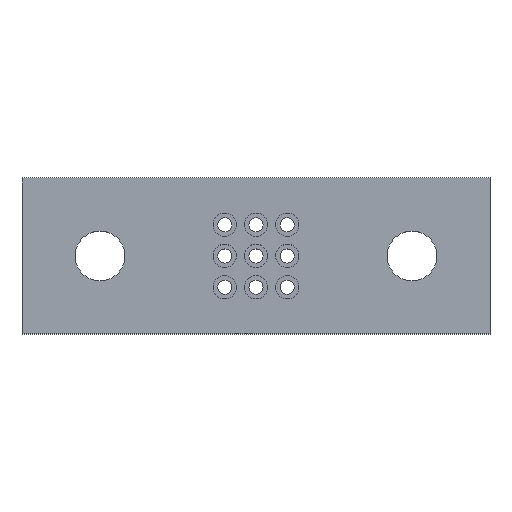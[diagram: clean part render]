
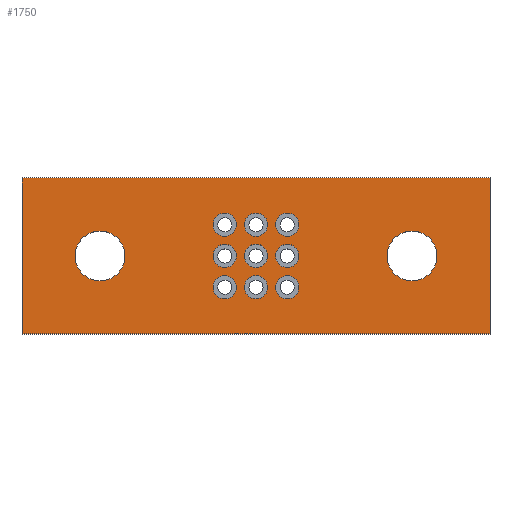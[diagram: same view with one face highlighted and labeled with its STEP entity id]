
A CAD part, top view. The second image highlights one B-rep face of the part: STEP entity #1750.
In plain terms, the highlighted planar face has unit normal (0, 0, 1).
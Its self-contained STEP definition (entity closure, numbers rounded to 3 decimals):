
#130=CARTESIAN_POINT('',(192.738,204.374,20.0));
#131=VERTEX_POINT('',#130);
#140=CARTESIAN_POINT('',(224.738,204.374,20.0));
#141=VERTEX_POINT('',#140);
#142=CARTESIAN_POINT('',(208.738,204.374,20.0));
#143=DIRECTION('',(0.0,0.0,-1.0));
#144=DIRECTION('',(-1.0,0.0,0.0));
#145=AXIS2_PLACEMENT_3D('',#142,#143,#144);
#146=CIRCLE('',#145,16.0);
#147=EDGE_CURVE('',#141,#131,#146,.T.);
#172=CARTESIAN_POINT('',(392.738,204.374,20.0));
#173=VERTEX_POINT('',#172);
#182=CARTESIAN_POINT('',(424.738,204.374,20.0));
#183=VERTEX_POINT('',#182);
#184=CARTESIAN_POINT('',(408.738,204.374,20.0));
#185=DIRECTION('',(0.0,0.0,-1.0));
#186=DIRECTION('',(-1.0,0.0,0.0));
#187=AXIS2_PLACEMENT_3D('',#184,#185,#186);
#188=CIRCLE('',#187,16.0);
#189=EDGE_CURVE('',#183,#173,#188,.T.);
#256=CARTESIAN_POINT('',(281.238,224.374,20.0));
#257=VERTEX_POINT('',#256);
#266=CARTESIAN_POINT('',(296.238,224.374,20.0));
#267=VERTEX_POINT('',#266);
#268=CARTESIAN_POINT('',(288.738,224.374,20.0));
#269=DIRECTION('',(0.0,0.0,-1.0));
#270=DIRECTION('',(-1.0,0.0,0.0));
#271=AXIS2_PLACEMENT_3D('',#268,#269,#270);
#272=CIRCLE('',#271,7.5);
#273=EDGE_CURVE('',#267,#257,#272,.T.);
#340=CARTESIAN_POINT('',(281.238,204.374,20.0));
#341=VERTEX_POINT('',#340);
#350=CARTESIAN_POINT('',(296.238,204.374,20.0));
#351=VERTEX_POINT('',#350);
#352=CARTESIAN_POINT('',(288.738,204.374,20.0));
#353=DIRECTION('',(0.0,0.0,-1.0));
#354=DIRECTION('',(-1.0,0.0,0.0));
#355=AXIS2_PLACEMENT_3D('',#352,#353,#354);
#356=CIRCLE('',#355,7.5);
#357=EDGE_CURVE('',#351,#341,#356,.T.);
#424=CARTESIAN_POINT('',(281.238,184.374,20.0));
#425=VERTEX_POINT('',#424);
#434=CARTESIAN_POINT('',(296.238,184.374,20.0));
#435=VERTEX_POINT('',#434);
#436=CARTESIAN_POINT('',(288.738,184.374,20.0));
#437=DIRECTION('',(0.0,0.0,-1.0));
#438=DIRECTION('',(-1.0,0.0,0.0));
#439=AXIS2_PLACEMENT_3D('',#436,#437,#438);
#440=CIRCLE('',#439,7.5);
#441=EDGE_CURVE('',#435,#425,#440,.T.);
#508=CARTESIAN_POINT('',(301.238,224.374,20.0));
#509=VERTEX_POINT('',#508);
#518=CARTESIAN_POINT('',(316.238,224.374,20.0));
#519=VERTEX_POINT('',#518);
#520=CARTESIAN_POINT('',(308.738,224.374,20.0));
#521=DIRECTION('',(0.0,0.0,-1.0));
#522=DIRECTION('',(-1.0,0.0,0.0));
#523=AXIS2_PLACEMENT_3D('',#520,#521,#522);
#524=CIRCLE('',#523,7.5);
#525=EDGE_CURVE('',#519,#509,#524,.T.);
#592=CARTESIAN_POINT('',(301.238,204.374,20.0));
#593=VERTEX_POINT('',#592);
#602=CARTESIAN_POINT('',(316.238,204.374,20.0));
#603=VERTEX_POINT('',#602);
#604=CARTESIAN_POINT('',(308.738,204.374,20.0));
#605=DIRECTION('',(0.0,0.0,-1.0));
#606=DIRECTION('',(-1.0,0.0,0.0));
#607=AXIS2_PLACEMENT_3D('',#604,#605,#606);
#608=CIRCLE('',#607,7.5);
#609=EDGE_CURVE('',#603,#593,#608,.T.);
#676=CARTESIAN_POINT('',(301.238,184.374,20.0));
#677=VERTEX_POINT('',#676);
#686=CARTESIAN_POINT('',(316.238,184.374,20.0));
#687=VERTEX_POINT('',#686);
#688=CARTESIAN_POINT('',(308.738,184.374,20.0));
#689=DIRECTION('',(0.0,0.0,-1.0));
#690=DIRECTION('',(-1.0,0.0,0.0));
#691=AXIS2_PLACEMENT_3D('',#688,#689,#690);
#692=CIRCLE('',#691,7.5);
#693=EDGE_CURVE('',#687,#677,#692,.T.);
#760=CARTESIAN_POINT('',(321.238,224.374,20.0));
#761=VERTEX_POINT('',#760);
#770=CARTESIAN_POINT('',(336.238,224.374,20.0));
#771=VERTEX_POINT('',#770);
#772=CARTESIAN_POINT('',(328.738,224.374,20.0));
#773=DIRECTION('',(0.0,0.0,-1.0));
#774=DIRECTION('',(-1.0,0.0,0.0));
#775=AXIS2_PLACEMENT_3D('',#772,#773,#774);
#776=CIRCLE('',#775,7.5);
#777=EDGE_CURVE('',#771,#761,#776,.T.);
#844=CARTESIAN_POINT('',(321.238,204.374,20.0));
#845=VERTEX_POINT('',#844);
#854=CARTESIAN_POINT('',(336.238,204.374,20.0));
#855=VERTEX_POINT('',#854);
#856=CARTESIAN_POINT('',(328.738,204.374,20.0));
#857=DIRECTION('',(0.0,0.0,-1.0));
#858=DIRECTION('',(-1.0,0.0,0.0));
#859=AXIS2_PLACEMENT_3D('',#856,#857,#858);
#860=CIRCLE('',#859,7.5);
#861=EDGE_CURVE('',#855,#845,#860,.T.);
#928=CARTESIAN_POINT('',(321.238,184.374,20.0));
#929=VERTEX_POINT('',#928);
#938=CARTESIAN_POINT('',(336.238,184.374,20.0));
#939=VERTEX_POINT('',#938);
#940=CARTESIAN_POINT('',(328.738,184.374,20.0));
#941=DIRECTION('',(0.0,0.0,-1.0));
#942=DIRECTION('',(-1.0,0.0,0.0));
#943=AXIS2_PLACEMENT_3D('',#940,#941,#942);
#944=CIRCLE('',#943,7.5);
#945=EDGE_CURVE('',#939,#929,#944,.T.);
#999=CARTESIAN_POINT('',(328.738,184.374,20.0));
#1000=DIRECTION('',(0.0,0.0,-1.0));
#1001=DIRECTION('',(-1.0,0.0,0.0));
#1002=AXIS2_PLACEMENT_3D('',#999,#1000,#1001);
#1003=CIRCLE('',#1002,7.5);
#1004=EDGE_CURVE('',#929,#939,#1003,.T.);
#1061=CARTESIAN_POINT('',(328.738,204.374,20.0));
#1062=DIRECTION('',(0.0,0.0,-1.0));
#1063=DIRECTION('',(-1.0,0.0,0.0));
#1064=AXIS2_PLACEMENT_3D('',#1061,#1062,#1063);
#1065=CIRCLE('',#1064,7.5);
#1066=EDGE_CURVE('',#845,#855,#1065,.T.);
#1123=CARTESIAN_POINT('',(328.738,224.374,20.0));
#1124=DIRECTION('',(0.0,0.0,-1.0));
#1125=DIRECTION('',(-1.0,0.0,0.0));
#1126=AXIS2_PLACEMENT_3D('',#1123,#1124,#1125);
#1127=CIRCLE('',#1126,7.5);
#1128=EDGE_CURVE('',#761,#771,#1127,.T.);
#1185=CARTESIAN_POINT('',(308.738,184.374,20.0));
#1186=DIRECTION('',(0.0,0.0,-1.0));
#1187=DIRECTION('',(-1.0,0.0,0.0));
#1188=AXIS2_PLACEMENT_3D('',#1185,#1186,#1187);
#1189=CIRCLE('',#1188,7.5);
#1190=EDGE_CURVE('',#677,#687,#1189,.T.);
#1247=CARTESIAN_POINT('',(308.738,204.374,20.0));
#1248=DIRECTION('',(0.0,0.0,-1.0));
#1249=DIRECTION('',(-1.0,0.0,0.0));
#1250=AXIS2_PLACEMENT_3D('',#1247,#1248,#1249);
#1251=CIRCLE('',#1250,7.5);
#1252=EDGE_CURVE('',#593,#603,#1251,.T.);
#1309=CARTESIAN_POINT('',(308.738,224.374,20.0));
#1310=DIRECTION('',(0.0,0.0,-1.0));
#1311=DIRECTION('',(-1.0,0.0,0.0));
#1312=AXIS2_PLACEMENT_3D('',#1309,#1310,#1311);
#1313=CIRCLE('',#1312,7.5);
#1314=EDGE_CURVE('',#509,#519,#1313,.T.);
#1371=CARTESIAN_POINT('',(288.738,184.374,20.0));
#1372=DIRECTION('',(0.0,0.0,-1.0));
#1373=DIRECTION('',(-1.0,0.0,0.0));
#1374=AXIS2_PLACEMENT_3D('',#1371,#1372,#1373);
#1375=CIRCLE('',#1374,7.5);
#1376=EDGE_CURVE('',#425,#435,#1375,.T.);
#1433=CARTESIAN_POINT('',(288.738,204.374,20.0));
#1434=DIRECTION('',(0.0,0.0,-1.0));
#1435=DIRECTION('',(-1.0,0.0,0.0));
#1436=AXIS2_PLACEMENT_3D('',#1433,#1434,#1435);
#1437=CIRCLE('',#1436,7.5);
#1438=EDGE_CURVE('',#341,#351,#1437,.T.);
#1495=CARTESIAN_POINT('',(288.738,224.374,20.0));
#1496=DIRECTION('',(0.0,0.0,-1.0));
#1497=DIRECTION('',(-1.0,0.0,0.0));
#1498=AXIS2_PLACEMENT_3D('',#1495,#1496,#1497);
#1499=CIRCLE('',#1498,7.5);
#1500=EDGE_CURVE('',#257,#267,#1499,.T.);
#1537=CARTESIAN_POINT('',(408.738,204.374,20.0));
#1538=DIRECTION('',(0.0,0.0,-1.0));
#1539=DIRECTION('',(-1.0,0.0,0.0));
#1540=AXIS2_PLACEMENT_3D('',#1537,#1538,#1539);
#1541=CIRCLE('',#1540,16.0);
#1542=EDGE_CURVE('',#173,#183,#1541,.T.);
#1561=CARTESIAN_POINT('',(208.738,204.374,20.0));
#1562=DIRECTION('',(0.0,0.0,-1.0));
#1563=DIRECTION('',(-1.0,0.0,0.0));
#1564=AXIS2_PLACEMENT_3D('',#1561,#1562,#1563);
#1565=CIRCLE('',#1564,16.0);
#1566=EDGE_CURVE('',#131,#141,#1565,.T.);
#1576=CARTESIAN_POINT('',(158.738,254.374,20.0));
#1577=VERTEX_POINT('',#1576);
#1578=CARTESIAN_POINT('',(458.738,254.374,20.0));
#1579=VERTEX_POINT('',#1578);
#1580=CARTESIAN_POINT('',(158.738,254.374,20.0));
#1581=DIRECTION('',(1.0,0.0,0.0));
#1582=VECTOR('',#1581,300.0);
#1583=LINE('',#1580,#1582);
#1584=EDGE_CURVE('',#1577,#1579,#1583,.T.);
#1616=CARTESIAN_POINT('',(458.738,154.374,20.0));
#1617=VERTEX_POINT('',#1616);
#1618=CARTESIAN_POINT('',(458.738,254.374,20.0));
#1619=DIRECTION('',(0.0,-1.0,0.0));
#1620=VECTOR('',#1619,100.0);
#1621=LINE('',#1618,#1620);
#1622=EDGE_CURVE('',#1579,#1617,#1621,.T.);
#1647=CARTESIAN_POINT('',(158.738,154.374,20.0));
#1648=VERTEX_POINT('',#1647);
#1649=CARTESIAN_POINT('',(458.738,154.374,20.0));
#1650=DIRECTION('',(-1.0,0.0,0.0));
#1651=VECTOR('',#1650,300.0);
#1652=LINE('',#1649,#1651);
#1653=EDGE_CURVE('',#1617,#1648,#1652,.T.);
#1678=CARTESIAN_POINT('',(158.738,154.374,20.0));
#1679=DIRECTION('',(0.0,1.0,0.0));
#1680=VECTOR('',#1679,100.0);
#1681=LINE('',#1678,#1680);
#1682=EDGE_CURVE('',#1648,#1577,#1681,.T.);
#1695=CARTESIAN_POINT('',(158.738,254.374,20.0));
#1696=DIRECTION('',(0.0,0.0,-1.0));
#1697=DIRECTION('',(-1.0,0.0,0.0));
#1698=AXIS2_PLACEMENT_3D('',#1695,#1696,#1697);
#1699=PLANE('',#1698);
#1700=ORIENTED_EDGE('',*,*,#1584,.F.);
#1701=ORIENTED_EDGE('',*,*,#1682,.F.);
#1702=ORIENTED_EDGE('',*,*,#1653,.F.);
#1703=ORIENTED_EDGE('',*,*,#1622,.F.);
#1704=EDGE_LOOP('',(#1700,#1701,#1702,#1703));
#1705=FACE_OUTER_BOUND('',#1704,.T.);
#1706=ORIENTED_EDGE('',*,*,#1004,.T.);
#1707=ORIENTED_EDGE('',*,*,#945,.T.);
#1708=EDGE_LOOP('',(#1706,#1707));
#1709=FACE_BOUND('',#1708,.T.);
#1710=ORIENTED_EDGE('',*,*,#1066,.T.);
#1711=ORIENTED_EDGE('',*,*,#861,.T.);
#1712=EDGE_LOOP('',(#1710,#1711));
#1713=FACE_BOUND('',#1712,.T.);
#1714=ORIENTED_EDGE('',*,*,#1128,.T.);
#1715=ORIENTED_EDGE('',*,*,#777,.T.);
#1716=EDGE_LOOP('',(#1714,#1715));
#1717=FACE_BOUND('',#1716,.T.);
#1718=ORIENTED_EDGE('',*,*,#1190,.T.);
#1719=ORIENTED_EDGE('',*,*,#693,.T.);
#1720=EDGE_LOOP('',(#1718,#1719));
#1721=FACE_BOUND('',#1720,.T.);
#1722=ORIENTED_EDGE('',*,*,#1252,.T.);
#1723=ORIENTED_EDGE('',*,*,#609,.T.);
#1724=EDGE_LOOP('',(#1722,#1723));
#1725=FACE_BOUND('',#1724,.T.);
#1726=ORIENTED_EDGE('',*,*,#1314,.T.);
#1727=ORIENTED_EDGE('',*,*,#525,.T.);
#1728=EDGE_LOOP('',(#1726,#1727));
#1729=FACE_BOUND('',#1728,.T.);
#1730=ORIENTED_EDGE('',*,*,#1376,.T.);
#1731=ORIENTED_EDGE('',*,*,#441,.T.);
#1732=EDGE_LOOP('',(#1730,#1731));
#1733=FACE_BOUND('',#1732,.T.);
#1734=ORIENTED_EDGE('',*,*,#1438,.T.);
#1735=ORIENTED_EDGE('',*,*,#357,.T.);
#1736=EDGE_LOOP('',(#1734,#1735));
#1737=FACE_BOUND('',#1736,.T.);
#1738=ORIENTED_EDGE('',*,*,#1500,.T.);
#1739=ORIENTED_EDGE('',*,*,#273,.T.);
#1740=EDGE_LOOP('',(#1738,#1739));
#1741=FACE_BOUND('',#1740,.T.);
#1742=ORIENTED_EDGE('',*,*,#1542,.T.);
#1743=ORIENTED_EDGE('',*,*,#189,.T.);
#1744=EDGE_LOOP('',(#1742,#1743));
#1745=FACE_BOUND('',#1744,.T.);
#1746=ORIENTED_EDGE('',*,*,#1566,.T.);
#1747=ORIENTED_EDGE('',*,*,#147,.T.);
#1748=EDGE_LOOP('',(#1746,#1747));
#1749=FACE_BOUND('',#1748,.T.);
#1750=ADVANCED_FACE('',(#1705,#1709,#1713,#1717,#1721,#1725,#1729,#1733,#1737,#1741,#1745,#1749),#1699,.F.);
